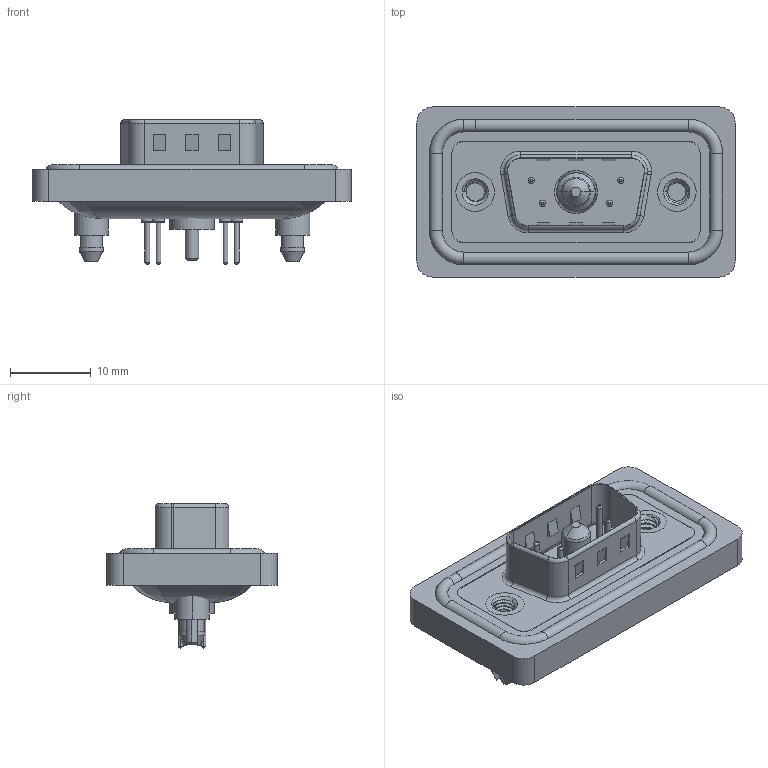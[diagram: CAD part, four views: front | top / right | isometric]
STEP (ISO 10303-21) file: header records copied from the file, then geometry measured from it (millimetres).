
FILE_DESCRIPTION (( 'STEP AP203' ), '1' );
FILE_NAME ('627W5W1-624-1ND.STEP', '2024-03-19T17:36:34', ( '' ), ( '' ), 'SwSTEP 2.0', 'SolidWorks 2023', '' );
FILE_SCHEMA (( 'CONFIG_CONTROL_DESIGN' ));
Length unit declared in the file: millimetre
Products named in the file (10): 627Combo Shell Front_09 Contacts; 627Combo Contact Row 2_24; 627Combo Contact Row 1_24; 627W5W1-624-1ND; Power Pin_10A S; 627Combo Shell Rear_09 Contacts; 627Combo Threaded Boardlock_5; 627Combo Waterproof Housing_09 Contacts; 627Combo Threaded Boardlock_D; 627Combo Housing_5W1
Assembly tree (11 placements, depth 2):
  627W5W1-624-1ND
    627Combo Housing_5W1
    627Combo Waterproof Housing_09 Contacts
    627Combo Shell Rear_09 Contacts
    627Combo Shell Front_09 Contacts
    627Combo Threaded Boardlock_D
    Power Pin_10A S
    627Combo Threaded Boardlock_5
    627Combo Contact Row 1_24  x2
    627Combo Contact Row 2_24  x2
Bounding box: 39.5 x 21.1 x 17.9 mm (x, y, z)
Volume: 4507.4 mm3; surface area: 7264.8 mm2
Topology: 13 solids, 13 shells, 656 faces, 1551 edges, 961 vertices
Faces by surface type: cylinder 295, plane 199, torus 130, cone 20, bspline 12
Entity records: 22508 total; most frequent: CARTESIAN_POINT 7362, DIRECTION 3087, ORIENTED_EDGE 2858, EDGE_CURVE 1429, AXIS2_PLACEMENT_3D 1219, VERTEX_POINT 897, EDGE_LOOP 678, VECTOR 649
